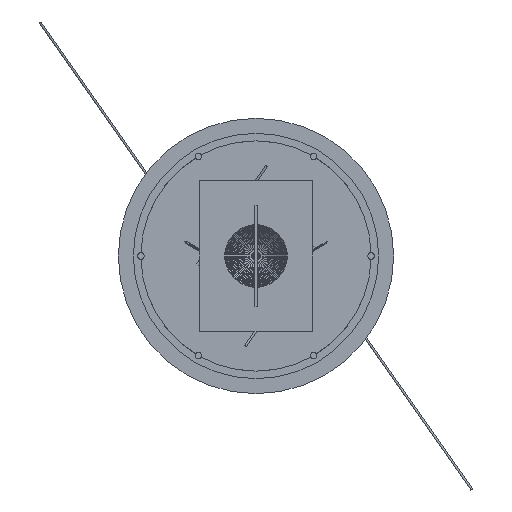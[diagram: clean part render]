
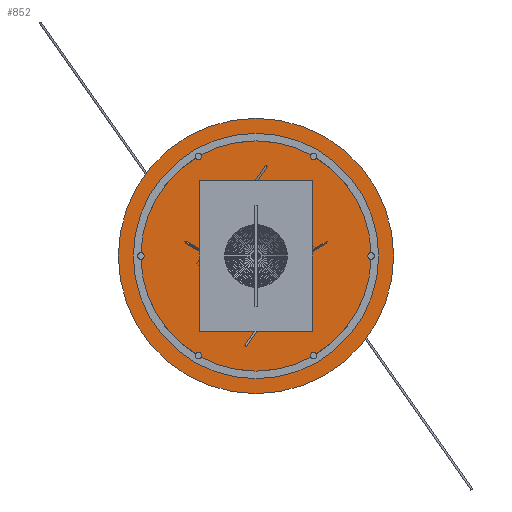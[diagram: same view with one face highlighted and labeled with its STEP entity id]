
A CAD part, left-side view. The second image highlights one B-rep face of the part: STEP entity #852.
In plain terms, the highlighted planar face has unit normal (-1, 0, 0).
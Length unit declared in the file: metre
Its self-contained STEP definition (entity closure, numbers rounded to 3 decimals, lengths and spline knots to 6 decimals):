
#772 = EDGE_CURVE('',#773,#773,#775,.T.);
#773 = VERTEX_POINT('',#774);
#774 = CARTESIAN_POINT('',(0.,0.,110.));
#775 = SURFACE_CURVE('',#776,(#781,#793),.PCURVE_S1.);
#776 = CIRCLE('',#777,110.);
#777 = AXIS2_PLACEMENT_3D('',#778,#779,#780);
#778 = CARTESIAN_POINT('',(0.,0.,0.));
#779 = DIRECTION('',(1.,0.,0.));
#780 = DIRECTION('',(-0.,0.,1.));
#781 = PCURVE('',#782,#787);
#782 = CONICAL_SURFACE('',#783,110.,1.288);
#783 = AXIS2_PLACEMENT_3D('',#784,#785,#786);
#784 = CARTESIAN_POINT('',(0.,0.,0.));
#785 = DIRECTION('',(-1.,-0.,-0.));
#786 = DIRECTION('',(-0.,0.,1.));
#787 = DEFINITIONAL_REPRESENTATION('',(#788),#792);
#788 = LINE('',#789,#790);
#789 = CARTESIAN_POINT('',(-0.,-0.));
#790 = VECTOR('',#791,1.);
#791 = DIRECTION('',(-1.,-0.));
#792 = ( GEOMETRIC_REPRESENTATION_CONTEXT(2) 
PARAMETRIC_REPRESENTATION_CONTEXT() REPRESENTATION_CONTEXT('2D SPACE',''
  ) );
#793 = PCURVE('',#794,#799);
#794 = PLANE('',#795);
#795 = AXIS2_PLACEMENT_3D('',#796,#797,#798);
#796 = CARTESIAN_POINT('',(0.,0.,0.));
#797 = DIRECTION('',(1.,0.,0.));
#798 = DIRECTION('',(-0.,0.,1.));
#799 = DEFINITIONAL_REPRESENTATION('',(#800),#804);
#800 = CIRCLE('',#801,110.);
#801 = AXIS2_PLACEMENT_2D('',#802,#803);
#802 = CARTESIAN_POINT('',(0.,0.));
#803 = DIRECTION('',(1.,0.));
#804 = ( GEOMETRIC_REPRESENTATION_CONTEXT(2) 
PARAMETRIC_REPRESENTATION_CONTEXT() REPRESENTATION_CONTEXT('2D SPACE',''
  ) );
#852 = ADVANCED_FACE('',(#853),#794,.F.);
#853 = FACE_BOUND('',#854,.F.);
#854 = EDGE_LOOP('',(#855));
#855 = ORIENTED_EDGE('',*,*,#772,.T.);
